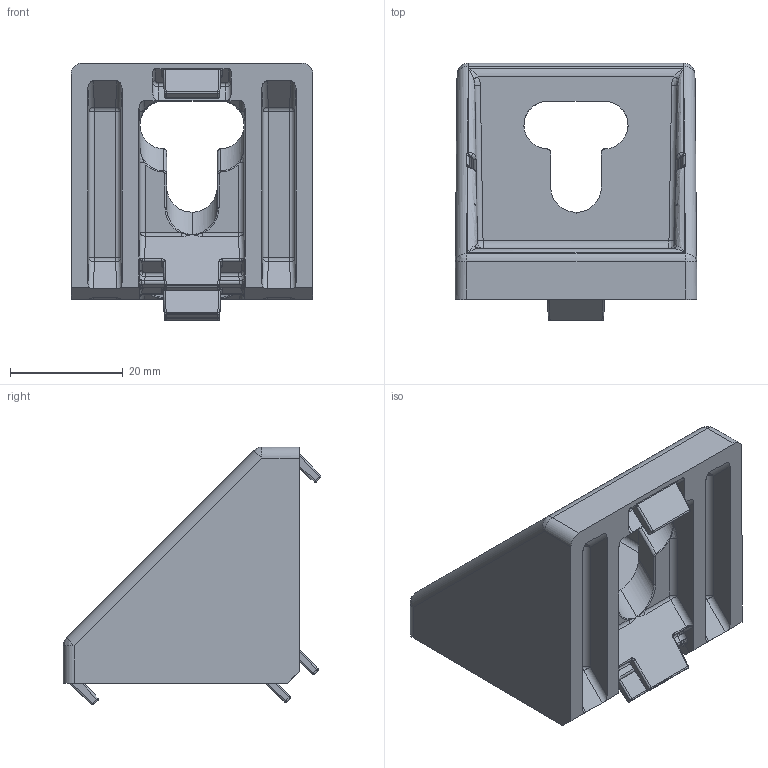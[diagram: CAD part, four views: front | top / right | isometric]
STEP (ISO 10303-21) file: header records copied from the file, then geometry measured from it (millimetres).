
FILE_DESCRIPTION (( 'STEP AP214' ), '1' );
FILE_NAME ('6261568', '2019-01-28T17:14:00', ( '' ), ('JUGARD+KÜNSTNER GmbH'), 'SwSTEP 2.0', 'SolidWorks 2017', '' );
FILE_SCHEMA (( 'AUTOMOTIVE_DESIGN' ));
Length unit declared in the file: millimetre
Products named in the file (1): 6261568
Bounding box: 43 x 45.84 x 45.84 mm (x, y, z)
Volume: 21094.2 mm3; surface area: 12012.7 mm2
Topology: 1 solids, 1 shells, 509 faces, 1237 edges, 720 vertices
Faces by surface type: bspline 230, cylinder 179, plane 100
Entity records: 19265 total; most frequent: CARTESIAN_POINT 9012, ORIENTED_EDGE 2458, DIRECTION 1747, EDGE_CURVE 1229, VERTEX_POINT 720, AXIS2_PLACEMENT_3D 653, EDGE_LOOP 511, FACE_OUTER_BOUND 509
